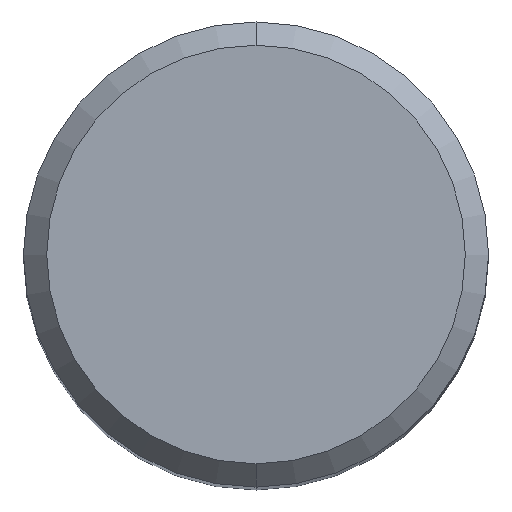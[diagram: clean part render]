
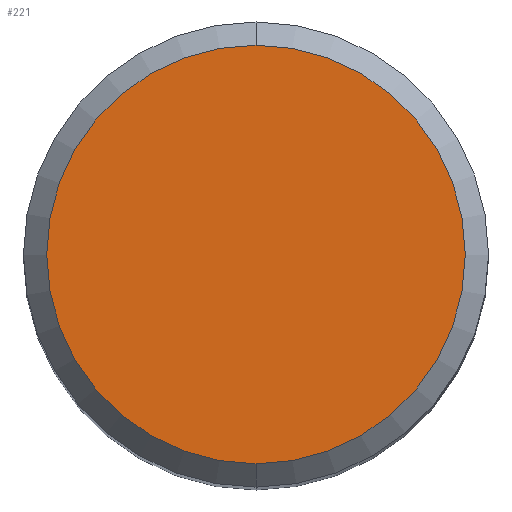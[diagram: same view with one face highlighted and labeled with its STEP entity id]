
A CAD part, top view. The second image highlights one B-rep face of the part: STEP entity #221.
In plain terms, the highlighted planar face has unit normal (0, 0, 1).
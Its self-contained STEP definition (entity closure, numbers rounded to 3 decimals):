
#109=EDGE_CURVE('',#173,#131,#263,.T.);
#131=VERTEX_POINT('',#285);
#137=EDGE_CURVE('',#131,#173,#291,.T.);
#173=VERTEX_POINT('',#331);
#221=ADVANCED_FACE('',(#388),#389,.T.);
#263=CIRCLE('',#424,5.4);
#285=CARTESIAN_POINT('',(0.,-5.4,0.));
#291=CIRCLE('',#463,5.4);
#331=CARTESIAN_POINT('',(0.0,5.4,0.));
#388=FACE_OUTER_BOUND('',#587,.T.);
#389=PLANE('',#588);
#424=AXIS2_PLACEMENT_3D('',#625,#626,#627);
#463=AXIS2_PLACEMENT_3D('',#643,#644,#645);
#587=EDGE_LOOP('',(#780,#781));
#588=AXIS2_PLACEMENT_3D('',#782,#783,#784);
#625=CARTESIAN_POINT('',(0.0,0.0,0.));
#626=DIRECTION('',(0.0,0.0,-1.0));
#627=DIRECTION('',(0.0,1.0,0.0));
#643=CARTESIAN_POINT('',(0.0,0.0,0.));
#644=DIRECTION('',(0.0,0.0,-1.0));
#645=DIRECTION('',(0.0,1.0,0.0));
#780=ORIENTED_EDGE('',*,*,#109,.F.);
#781=ORIENTED_EDGE('',*,*,#137,.F.);
#782=CARTESIAN_POINT('',(0.0,2.7,0.));
#783=DIRECTION('',(-0.0,0.0,1.0));
#784=DIRECTION('',(0.0,-1.0,0.0));
